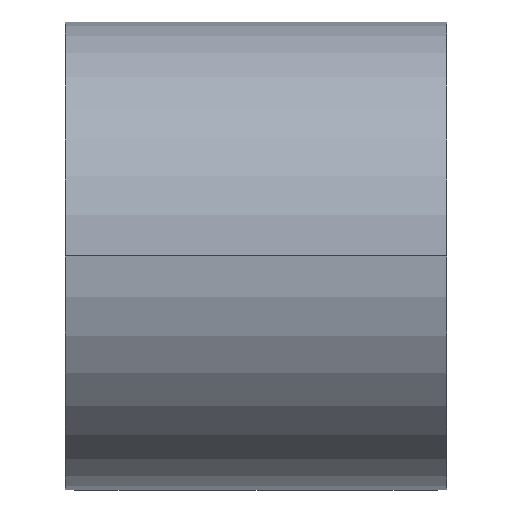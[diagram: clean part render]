
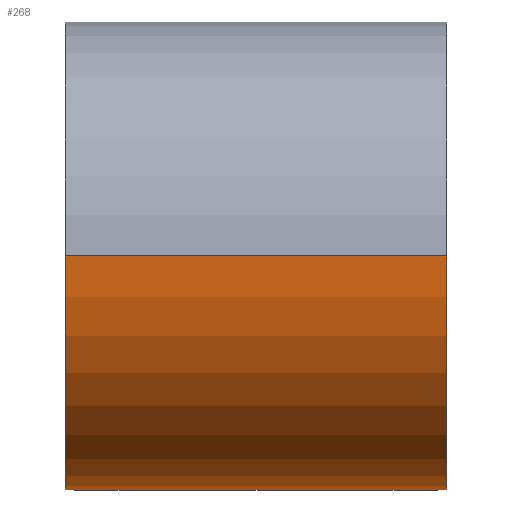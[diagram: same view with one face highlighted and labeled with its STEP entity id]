
A CAD part, front view. The second image highlights one B-rep face of the part: STEP entity #268.
In plain terms, the highlighted cylindrical face has radius 14.1 mm (diameter 28.2 mm), a partial arc.
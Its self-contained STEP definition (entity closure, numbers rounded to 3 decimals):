
#2 = CARTESIAN_POINT ( 'NONE',  ( -11.5, 0.4, 30. ) ) ;
#7 = ORIENTED_EDGE ( 'NONE', *, *, #260, .T. ) ;
#39 = CARTESIAN_POINT ( 'NONE',  ( 11.5, 0.4, 30. ) ) ;
#50 = EDGE_LOOP ( 'NONE', ( #302, #7, #461, #131 ) ) ;
#67 = VERTEX_POINT ( 'NONE', #189 ) ;
#90 = VERTEX_POINT ( 'NONE', #420 ) ;
#105 = FACE_OUTER_BOUND ( 'NONE', #50, .T. ) ;
#120 = DIRECTION ( 'NONE',  ( 0., -1., 0. ) ) ;
#123 = VECTOR ( 'NONE', #230, 1000. ) ;
#131 = ORIENTED_EDGE ( 'NONE', *, *, #301, .F. ) ;
#134 = AXIS2_PLACEMENT_3D ( 'NONE', #258, #180, #257 ) ;
#180 = DIRECTION ( 'NONE',  ( 1., 0., 0. ) ) ;
#189 = CARTESIAN_POINT ( 'NONE',  ( -11.5, 14.5, 15.9 ) ) ;
#210 = DIRECTION ( 'NONE',  ( 1., 0., 0. ) ) ;
#218 = VERTEX_POINT ( 'NONE', #39 ) ;
#229 = AXIS2_PLACEMENT_3D ( 'NONE', #353, #477, #120 ) ;
#230 = DIRECTION ( 'NONE',  ( -1., 0., 0. ) ) ;
#235 = LINE ( 'NONE', #429, #123 ) ;
#241 = DIRECTION ( 'NONE',  ( 0., 1., 0. ) ) ;
#245 = CARTESIAN_POINT ( 'NONE',  ( 11.5, 14.5, 30. ) ) ;
#257 = DIRECTION ( 'NONE',  ( 0., 1., 0. ) ) ;
#258 = CARTESIAN_POINT ( 'NONE',  ( -11.5, 14.5, 30. ) ) ;
#260 = EDGE_CURVE ( 'NONE', #218, #312, #235, .T. ) ;
#268 = ADVANCED_FACE ( 'NONE', ( #105 ), #307, .T. ) ;
#292 = VECTOR ( 'NONE', #364, 1000. ) ;
#301 = EDGE_CURVE ( 'NONE', #90, #67, #352, .T. ) ;
#302 = ORIENTED_EDGE ( 'NONE', *, *, #333, .F. ) ;
#307 = CYLINDRICAL_SURFACE ( 'NONE', #229, 14.1 ) ;
#312 = VERTEX_POINT ( 'NONE', #2 ) ;
#333 = EDGE_CURVE ( 'NONE', #218, #90, #473, .T. ) ;
#352 = LINE ( 'NONE', #361, #292 ) ;
#353 = CARTESIAN_POINT ( 'NONE',  ( 11.5, 14.5, 30. ) ) ;
#359 = CIRCLE ( 'NONE', #134, 14.1 ) ;
#361 = CARTESIAN_POINT ( 'NONE',  ( 11.5, 14.5, 15.9 ) ) ;
#364 = DIRECTION ( 'NONE',  ( -1., 0., 0. ) ) ;
#406 = EDGE_CURVE ( 'NONE', #312, #67, #359, .T. ) ;
#414 = AXIS2_PLACEMENT_3D ( 'NONE', #245, #210, #241 ) ;
#420 = CARTESIAN_POINT ( 'NONE',  ( 11.5, 14.5, 15.9 ) ) ;
#429 = CARTESIAN_POINT ( 'NONE',  ( 11.5, 0.4, 30. ) ) ;
#461 = ORIENTED_EDGE ( 'NONE', *, *, #406, .T. ) ;
#473 = CIRCLE ( 'NONE', #414, 14.1 ) ;
#477 = DIRECTION ( 'NONE',  ( -1., 0., 0. ) ) ;
